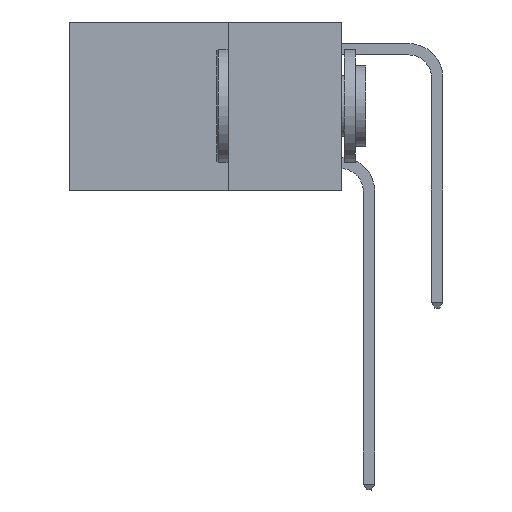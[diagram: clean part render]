
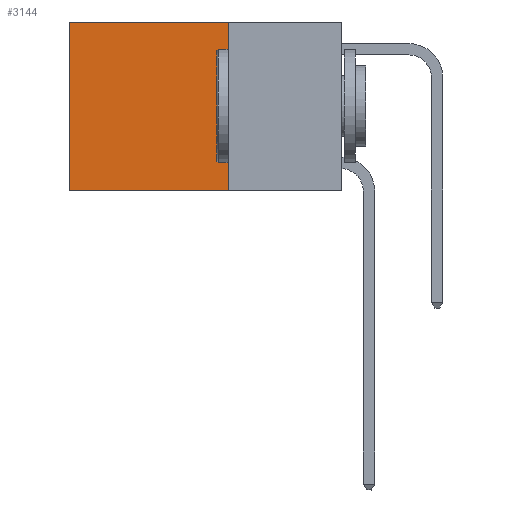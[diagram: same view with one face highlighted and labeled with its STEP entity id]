
A CAD part, left-side view. The second image highlights one B-rep face of the part: STEP entity #3144.
In plain terms, the highlighted planar face has unit normal (-1, 0, 0).
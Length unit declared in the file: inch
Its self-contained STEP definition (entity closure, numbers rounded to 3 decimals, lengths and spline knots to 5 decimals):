
#1 = LINE ( 'NONE', #3188, #14038 ) ;
#256 = CARTESIAN_POINT ( 'NONE',  ( 0.2625, 0.6, 0. ) ) ;
#285 = CARTESIAN_POINT ( 'NONE',  ( 0.2625, 0.6, 0. ) ) ;
#322 = CARTESIAN_POINT ( 'NONE',  ( 0.2625, 0.25, 0. ) ) ;
#1052 = DIRECTION ( 'NONE',  ( 1., 0., 0. ) ) ;
#1176 = LINE ( 'NONE', #322, #23064 ) ;
#1882 = VERTEX_POINT ( 'NONE', #25053 ) ;
#2463 = VECTOR ( 'NONE', #26454, 39.37008 ) ;
#3144 = ADVANCED_FACE ( 'NONE', ( #11808 ), #5438, .F. ) ;
#3188 = CARTESIAN_POINT ( 'NONE',  ( 0.2625, 0.25, -0.37 ) ) ;
#4087 = EDGE_CURVE ( 'NONE', #7542, #26137, #15931, .T. ) ;
#5438 = PLANE ( 'NONE',  #19559 ) ;
#7542 = VERTEX_POINT ( 'NONE', #285 ) ;
#7635 = VERTEX_POINT ( 'NONE', #24518 ) ;
#7794 = EDGE_LOOP ( 'NONE', ( #18615, #12138, #23469, #8764 ) ) ;
#8764 = ORIENTED_EDGE ( 'NONE', *, *, #23868, .T. ) ;
#9135 = CARTESIAN_POINT ( 'NONE',  ( 0.2625, 0.25, 0. ) ) ;
#11808 = FACE_OUTER_BOUND ( 'NONE', #7794, .T. ) ;
#12138 = ORIENTED_EDGE ( 'NONE', *, *, #25013, .F. ) ;
#12409 = LINE ( 'NONE', #9135, #2463 ) ;
#12599 = EDGE_CURVE ( 'NONE', #7635, #1882, #1176, .T. ) ;
#14038 = VECTOR ( 'NONE', #18549, 39.37008 ) ;
#14252 = CARTESIAN_POINT ( 'NONE',  ( 0.2625, 0.25, 0. ) ) ;
#14344 = DIRECTION ( 'NONE',  ( 0., 0., -1. ) ) ;
#15336 = DIRECTION ( 'NONE',  ( 0., 0., -1. ) ) ;
#15931 = LINE ( 'NONE', #256, #25881 ) ;
#18549 = DIRECTION ( 'NONE',  ( 0., 1., 0. ) ) ;
#18615 = ORIENTED_EDGE ( 'NONE', *, *, #4087, .T. ) ;
#19559 = AXIS2_PLACEMENT_3D ( 'NONE', #14252, #1052, #14344 ) ;
#22265 = DIRECTION ( 'NONE',  ( 0., 0., -1. ) ) ;
#23064 = VECTOR ( 'NONE', #15336, 39.37008 ) ;
#23469 = ORIENTED_EDGE ( 'NONE', *, *, #12599, .F. ) ;
#23868 = EDGE_CURVE ( 'NONE', #7635, #7542, #12409, .T. ) ;
#24518 = CARTESIAN_POINT ( 'NONE',  ( 0.2625, 0.25, 0. ) ) ;
#25013 = EDGE_CURVE ( 'NONE', #1882, #26137, #1, .T. ) ;
#25053 = CARTESIAN_POINT ( 'NONE',  ( 0.2625, 0.25, -0.37 ) ) ;
#25881 = VECTOR ( 'NONE', #22265, 39.37008 ) ;
#25902 = CARTESIAN_POINT ( 'NONE',  ( 0.2625, 0.6, -0.37 ) ) ;
#26137 = VERTEX_POINT ( 'NONE', #25902 ) ;
#26454 = DIRECTION ( 'NONE',  ( 0., 1., 0. ) ) ;
